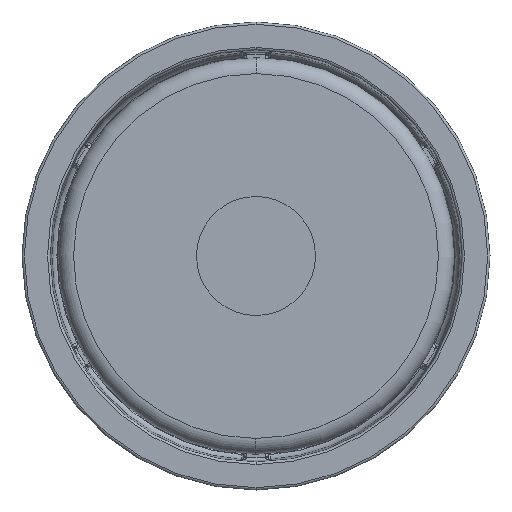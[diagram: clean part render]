
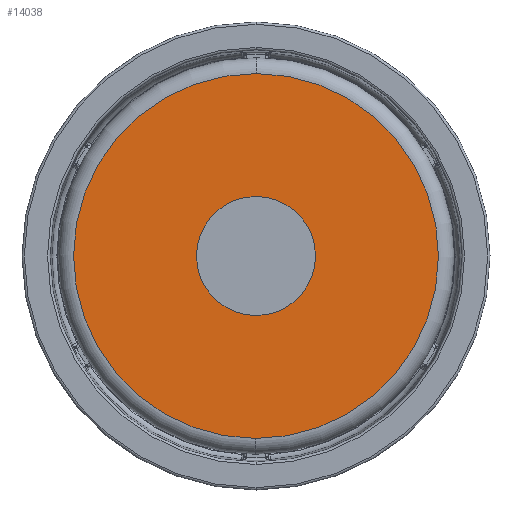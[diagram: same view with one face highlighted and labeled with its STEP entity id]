
A CAD part, front view. The second image highlights one B-rep face of the part: STEP entity #14038.
In plain terms, the highlighted planar face has unit normal (0, -1, 0).
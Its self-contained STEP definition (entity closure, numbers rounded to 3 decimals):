
#601 = AXIS2_PLACEMENT_3D ( 'NONE', #1446, #9871, #2684 ) ;
#1446 = CARTESIAN_POINT ( 'NONE',  ( 0., 0., 0. ) ) ;
#1450 = DIRECTION ( 'NONE',  ( 0., -1., 0. ) ) ;
#2684 = DIRECTION ( 'NONE',  ( 0., 0., -1. ) ) ;
#2691 = EDGE_LOOP ( 'NONE', ( #13334, #14627 ) ) ;
#2801 = EDGE_LOOP ( 'NONE', ( #7701, #7658 ) ) ;
#3320 = CARTESIAN_POINT ( 'NONE',  ( 0., 0., 0. ) ) ;
#4832 = CIRCLE ( 'NONE', #12168, 23. ) ;
#4947 = VERTEX_POINT ( 'NONE', #14652 ) ;
#5805 = DIRECTION ( 'NONE',  ( 0., 0., -1. ) ) ;
#6434 = CARTESIAN_POINT ( 'NONE',  ( 0., 0., 0. ) ) ;
#6719 = DIRECTION ( 'NONE',  ( 0., 0., -1. ) ) ;
#7538 = EDGE_CURVE ( 'NONE', #10122, #10777, #10204, .T. ) ;
#7641 = DIRECTION ( 'NONE',  ( 0., 0., -1. ) ) ;
#7657 = EDGE_CURVE ( 'NONE', #4947, #15226, #9482, .T. ) ;
#7658 = ORIENTED_EDGE ( 'NONE', *, *, #7657, .F. ) ;
#7701 = ORIENTED_EDGE ( 'NONE', *, *, #7786, .F. ) ;
#7786 = EDGE_CURVE ( 'NONE', #15226, #4947, #14469, .T. ) ;
#7806 = EDGE_CURVE ( 'NONE', #10777, #10122, #4832, .T. ) ;
#7921 = CARTESIAN_POINT ( 'NONE',  ( 0., 0., 0. ) ) ;
#7989 = AXIS2_PLACEMENT_3D ( 'NONE', #7921, #14763, #6719 ) ;
#8732 = DIRECTION ( 'NONE',  ( 0., 0., -1. ) ) ;
#9482 = CIRCLE ( 'NONE', #7989, 7.5 ) ;
#9768 = CARTESIAN_POINT ( 'NONE',  ( 0., 0., 23. ) ) ;
#9871 = DIRECTION ( 'NONE',  ( 0., -1., 0. ) ) ;
#9878 = CARTESIAN_POINT ( 'NONE',  ( 7.5, 0., 0. ) ) ;
#10122 = VERTEX_POINT ( 'NONE', #11654 ) ;
#10204 = CIRCLE ( 'NONE', #12623, 23. ) ;
#10777 = VERTEX_POINT ( 'NONE', #9768 ) ;
#10942 = FACE_BOUND ( 'NONE', #2801, .T. ) ;
#11654 = CARTESIAN_POINT ( 'NONE',  ( 0., 0., -23. ) ) ;
#12168 = AXIS2_PLACEMENT_3D ( 'NONE', #6434, #14504, #7641 ) ;
#12623 = AXIS2_PLACEMENT_3D ( 'NONE', #3320, #13908, #5805 ) ;
#13206 = AXIS2_PLACEMENT_3D ( 'NONE', #9878, #1450, #8732 ) ;
#13334 = ORIENTED_EDGE ( 'NONE', *, *, #7538, .T. ) ;
#13364 = PLANE ( 'NONE',  #13206 ) ;
#13727 = FACE_OUTER_BOUND ( 'NONE', #2691, .T. ) ;
#13908 = DIRECTION ( 'NONE',  ( 0., -1., 0. ) ) ;
#14038 = ADVANCED_FACE ( 'NONE', ( #13727, #10942 ), #13364, .T. ) ;
#14278 = CARTESIAN_POINT ( 'NONE',  ( 0., 0., -7.5 ) ) ;
#14469 = CIRCLE ( 'NONE', #601, 7.5 ) ;
#14504 = DIRECTION ( 'NONE',  ( 0., -1., 0. ) ) ;
#14627 = ORIENTED_EDGE ( 'NONE', *, *, #7806, .T. ) ;
#14652 = CARTESIAN_POINT ( 'NONE',  ( 0., 0., 7.5 ) ) ;
#14763 = DIRECTION ( 'NONE',  ( 0., -1., 0. ) ) ;
#15226 = VERTEX_POINT ( 'NONE', #14278 ) ;
